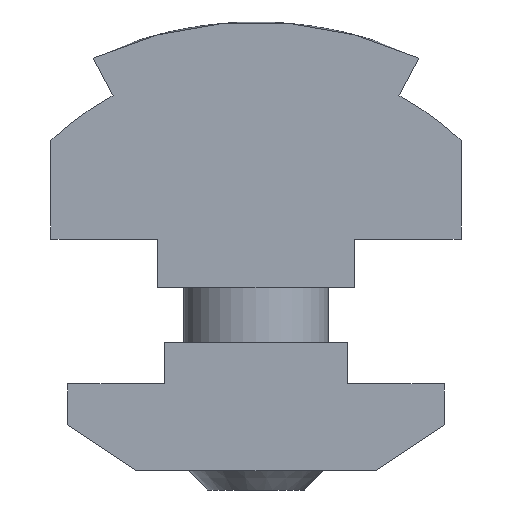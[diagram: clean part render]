
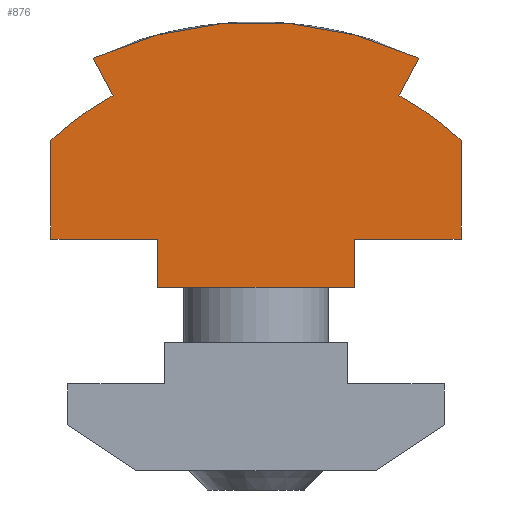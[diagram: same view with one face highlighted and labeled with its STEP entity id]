
A CAD part, front view. The second image highlights one B-rep face of the part: STEP entity #876.
In plain terms, the highlighted planar face has unit normal (0, -1, 0).
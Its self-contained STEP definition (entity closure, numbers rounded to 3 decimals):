
#61=FACE_OUTER_BOUND('',#115,.T.);
#115=EDGE_LOOP('',(#644,#645,#646,#647,#648,#649,#650,#651,#652,#653,#654,
#655));
#170=LINE('',#1289,#262);
#173=LINE('',#1297,#265);
#175=LINE('',#1301,#267);
#177=LINE('',#1305,#269);
#179=LINE('',#1309,#271);
#181=LINE('',#1317,#273);
#183=LINE('',#1321,#275);
#185=LINE('',#1325,#277);
#188=LINE('',#1333,#280);
#262=VECTOR('',#1023,1.76);
#265=VECTOR('',#1032,4.099);
#267=VECTOR('',#1036,4.425);
#269=VECTOR('',#1040,2.);
#271=VECTOR('',#1044,8.15);
#273=VECTOR('',#1052,2.);
#275=VECTOR('',#1056,4.425);
#277=VECTOR('',#1060,4.099);
#280=VECTOR('',#1069,1.76);
#347=CIRCLE('',#925,12.45);
#350=CIRCLE('',#936,12.45);
#351=CIRCLE('',#939,16.);
#386=VERTEX_POINT('',#1286);
#387=VERTEX_POINT('',#1288);
#388=VERTEX_POINT('',#1292);
#389=VERTEX_POINT('',#1296);
#390=VERTEX_POINT('',#1300);
#391=VERTEX_POINT('',#1304);
#392=VERTEX_POINT('',#1308);
#395=VERTEX_POINT('',#1316);
#396=VERTEX_POINT('',#1320);
#397=VERTEX_POINT('',#1324);
#398=VERTEX_POINT('',#1328);
#399=VERTEX_POINT('',#1332);
#469=EDGE_CURVE('',#386,#387,#170,.T.);
#471=EDGE_CURVE('',#388,#387,#347,.T.);
#473=EDGE_CURVE('',#389,#388,#173,.T.);
#475=EDGE_CURVE('',#389,#390,#175,.T.);
#477=EDGE_CURVE('',#391,#390,#177,.T.);
#479=EDGE_CURVE('',#392,#391,#179,.T.);
#483=EDGE_CURVE('',#392,#395,#181,.T.);
#485=EDGE_CURVE('',#396,#395,#183,.T.);
#487=EDGE_CURVE('',#397,#396,#185,.T.);
#489=EDGE_CURVE('',#398,#397,#350,.T.);
#491=EDGE_CURVE('',#398,#399,#188,.T.);
#493=EDGE_CURVE('',#399,#386,#351,.T.);
#644=ORIENTED_EDGE('',*,*,#493,.F.);
#645=ORIENTED_EDGE('',*,*,#491,.F.);
#646=ORIENTED_EDGE('',*,*,#489,.T.);
#647=ORIENTED_EDGE('',*,*,#487,.T.);
#648=ORIENTED_EDGE('',*,*,#485,.T.);
#649=ORIENTED_EDGE('',*,*,#483,.F.);
#650=ORIENTED_EDGE('',*,*,#479,.T.);
#651=ORIENTED_EDGE('',*,*,#477,.T.);
#652=ORIENTED_EDGE('',*,*,#475,.F.);
#653=ORIENTED_EDGE('',*,*,#473,.T.);
#654=ORIENTED_EDGE('',*,*,#471,.T.);
#655=ORIENTED_EDGE('',*,*,#469,.F.);
#838=PLANE('',#940);
#876=ADVANCED_FACE('',(#61),#838,.T.);
#925=AXIS2_PLACEMENT_3D('',#1293,#1027,#1028);
#936=AXIS2_PLACEMENT_3D('',#1329,#1064,#1065);
#939=AXIS2_PLACEMENT_3D('',#1336,#1073,#1074);
#940=AXIS2_PLACEMENT_3D('',#1385,#1075,#1076);
#1023=DIRECTION('',(-0.469,0.,-0.883));
#1027=DIRECTION('center_axis',(0.,-1.,0.));
#1028=DIRECTION('ref_axis',(0.683,0.,0.731));
#1032=DIRECTION('',(0.,0.,1.));
#1036=DIRECTION('',(-1.,0.,0.));
#1040=DIRECTION('',(0.,0.,1.));
#1044=DIRECTION('',(1.,0.,0.));
#1052=DIRECTION('',(0.,0.,1.));
#1056=DIRECTION('',(1.,0.,0.));
#1060=DIRECTION('',(0.,0.,-1.));
#1064=DIRECTION('center_axis',(0.,-1.,0.));
#1065=DIRECTION('ref_axis',(-0.476,0.,0.879));
#1069=DIRECTION('',(-0.469,0.,0.883));
#1073=DIRECTION('center_axis',(0.,1.,0.));
#1074=DIRECTION('ref_axis',(-0.422,0.,0.907));
#1075=DIRECTION('center_axis',(0.,-1.,0.));
#1076=DIRECTION('ref_axis',(1.,0.,0.));
#1286=CARTESIAN_POINT('',(6.75,-15.5,4.006));
#1288=CARTESIAN_POINT('',(5.925,-15.5,2.452));
#1289=CARTESIAN_POINT('',(6.75,-15.5,4.006));
#1292=CARTESIAN_POINT('',(8.5,-15.5,0.599));
#1293=CARTESIAN_POINT('Origin',(0.,-15.5,-8.498));
#1296=CARTESIAN_POINT('',(8.5,-15.5,-3.5));
#1297=CARTESIAN_POINT('',(8.5,-15.5,-3.5));
#1300=CARTESIAN_POINT('',(4.075,-15.5,-3.5));
#1301=CARTESIAN_POINT('',(8.5,-15.5,-3.5));
#1304=CARTESIAN_POINT('',(4.075,-15.5,-5.5));
#1305=CARTESIAN_POINT('',(4.075,-15.5,-5.5));
#1308=CARTESIAN_POINT('',(-4.075,-15.5,-5.5));
#1309=CARTESIAN_POINT('',(-4.075,-15.5,-5.5));
#1316=CARTESIAN_POINT('',(-4.075,-15.5,-3.5));
#1317=CARTESIAN_POINT('',(-4.075,-15.5,-5.5));
#1320=CARTESIAN_POINT('',(-8.5,-15.5,-3.5));
#1321=CARTESIAN_POINT('',(-8.5,-15.5,-3.5));
#1324=CARTESIAN_POINT('',(-8.5,-15.5,0.599));
#1325=CARTESIAN_POINT('',(-8.5,-15.5,0.599));
#1328=CARTESIAN_POINT('',(-5.925,-15.5,2.452));
#1329=CARTESIAN_POINT('Origin',(0.,-15.5,-8.498));
#1332=CARTESIAN_POINT('',(-6.75,-15.5,4.006));
#1333=CARTESIAN_POINT('',(-5.925,-15.5,2.452));
#1336=CARTESIAN_POINT('Origin',(0.,-15.5,-10.5));
#1385=CARTESIAN_POINT('Origin',(0.,-15.5,0.));
